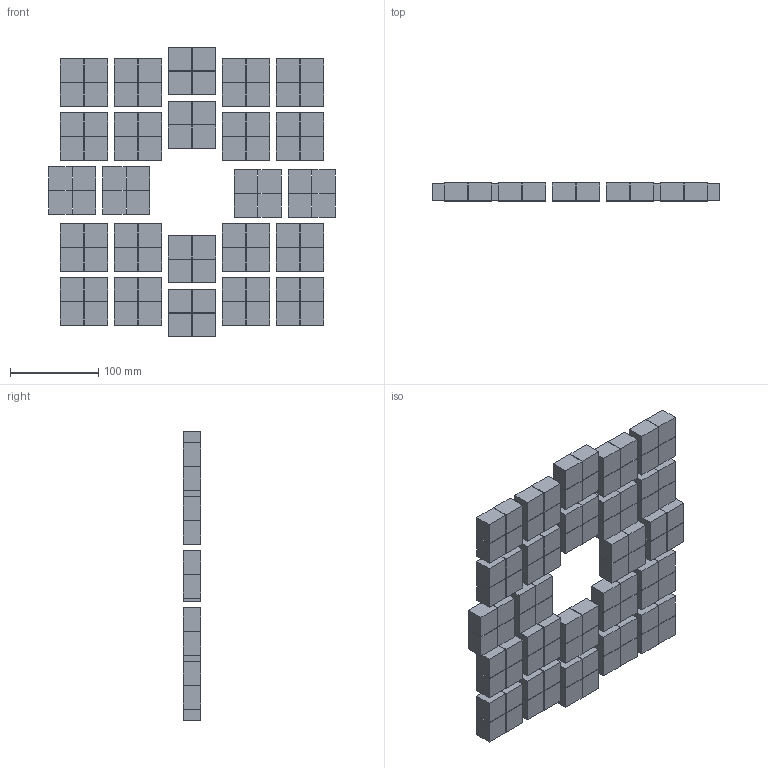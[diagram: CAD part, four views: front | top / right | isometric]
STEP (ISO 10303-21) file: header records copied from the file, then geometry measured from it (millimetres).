
FILE_DESCRIPTION(/* description */ (''),/* implementation_level */ '2;1');
FILE_NAME(/* name */ 'FT0-A-geometry.stp',/* time_stamp */ '2024-11-05T10:06:50+01:00',/* author */ ('mczarnyn'),/* organization */ (''),/* preprocessor_version */ 'ST-DEVELOPER v20',/* originating_system */ 'Autodesk Inventor 2024',/* authorisation */ '');
FILE_SCHEMA (('AUTOMOTIVE_DESIGN { 1 0 10303 214 3 1 1 }'));
Length unit declared in the file: millimetre
Products named in the file (6): FT0-A-geometry; FV0+FT0-A; T0-Amechanics-20190719; fita(170719)+bcovers+intends+adapters+fcovers_® ã¬®
«ç ­¨î; Quartz-radiators-2x2-02; Quartz-radiator
Assembly tree (20 placements, depth 6):
  FT0-A-geometry
    FV0+FT0-A
      T0-Amechanics-20190719
        fita(170719)+bcovers+intends+adapters+fcovers_® ã¬®
«ç ­¨î  x2
          Quartz-radiators-2x2-02
            Quartz-radiator  x4
Bounding box: 324.1 x 20 x 327.6 mm (x, y, z)
Volume: 1348320 mm3; surface area: 338352 mm2
Topology: 96 solids, 96 shells, 576 faces, 1152 edges, 768 vertices
Faces by surface type: plane 576
Entity records: 476 total; most frequent: DIRECTION 78, CARTESIAN_POINT 53, AXIS2_PLACEMENT_3D 33, PRODUCT_DEFINITION_SHAPE 26, ORIENTED_EDGE 24, ITEM_DEFINED_TRANSFORMATION 20, CONTEXT_DEPENDENT_SHAPE_REPRESENTATION 20, NEXT_ASSEMBLY_USAGE_OCCURRENCE 20
